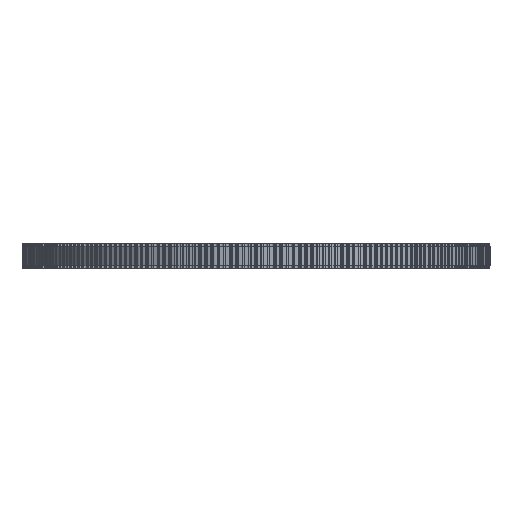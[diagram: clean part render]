
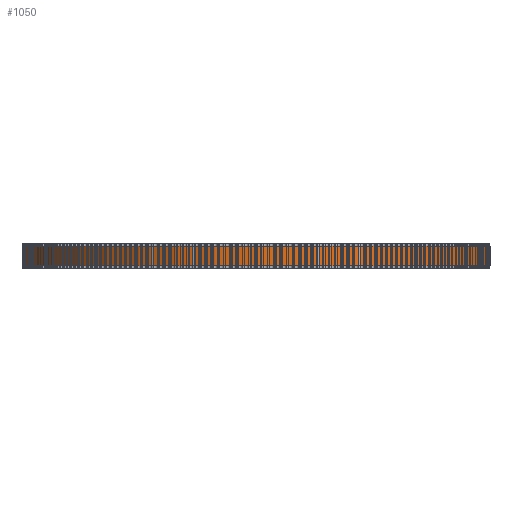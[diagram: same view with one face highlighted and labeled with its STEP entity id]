
A CAD part, front view. The second image highlights one B-rep face of the part: STEP entity #1050.
In plain terms, the highlighted cylindrical face has radius 73.848 mm (diameter 147.696 mm), a full revolution.
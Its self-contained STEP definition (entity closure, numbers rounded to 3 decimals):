
#97=FACE_BOUND('',#3840,.T.);
#98=FACE_BOUND('',#3841,.T.);
#1050=ADVANCED_FACE('',(#97,#98),#1979,.T.);
#1979=CYLINDRICAL_SURFACE('',#20559,73.848);
#3840=EDGE_LOOP('',(#11266));
#3841=EDGE_LOOP('',(#11267));
#11266=ORIENTED_EDGE('',*,*,#15910,.T.);
#11267=ORIENTED_EDGE('',*,*,#15911,.T.);
#13124=VERTEX_POINT('',#32640);
#13125=VERTEX_POINT('',#32642);
#15910=EDGE_CURVE('',#13124,#13124,#17768,.T.);
#15911=EDGE_CURVE('',#13125,#13125,#17769,.T.);
#17768=CIRCLE('',#20557,73.848);
#17769=CIRCLE('',#20558,73.848);
#20557=AXIS2_PLACEMENT_3D('',#32639,#27062,#27063);
#20558=AXIS2_PLACEMENT_3D('',#32641,#27064,#27065);
#20559=AXIS2_PLACEMENT_3D('',#32643,#27066,#27067);
#27062=DIRECTION('',(0.,0.,1.));
#27063=DIRECTION('',(1.,0.,0.));
#27064=DIRECTION('',(0.,0.,-1.));
#27065=DIRECTION('',(1.,0.,0.));
#27066=DIRECTION('',(0.,0.,1.));
#27067=DIRECTION('',(1.,0.,0.));
#32639=CARTESIAN_POINT('',(0.,0.,1.));
#32640=CARTESIAN_POINT('',(73.848,0.,1.));
#32641=CARTESIAN_POINT('',(0.,0.,7.));
#32642=CARTESIAN_POINT('',(73.848,0.,7.));
#32643=CARTESIAN_POINT('',(0.,0.,1.));
